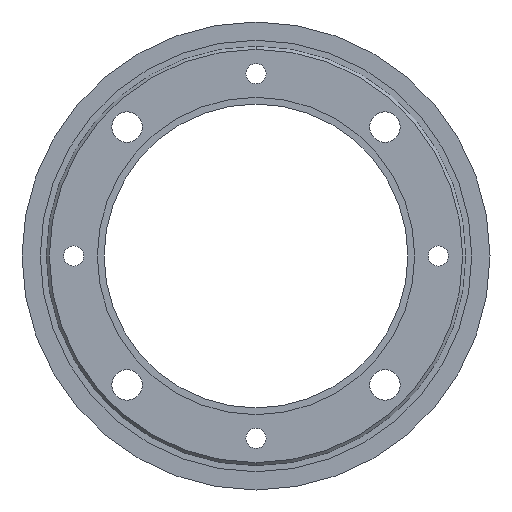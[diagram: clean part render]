
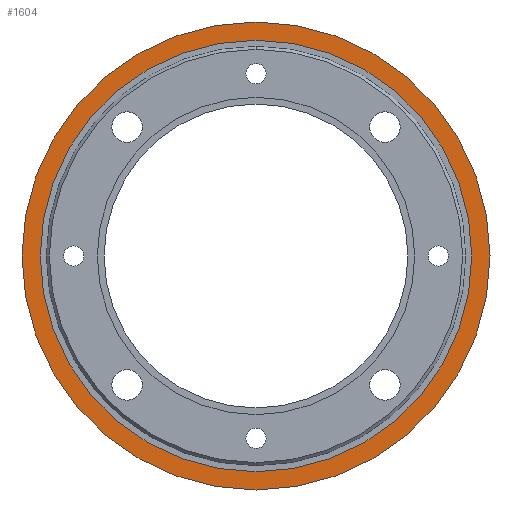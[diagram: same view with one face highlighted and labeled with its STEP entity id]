
A CAD part, front view. The second image highlights one B-rep face of the part: STEP entity #1604.
In plain terms, the highlighted planar face has unit normal (0, -1, 0).
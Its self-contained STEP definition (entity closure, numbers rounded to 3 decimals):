
#15 = PLANE ( 'NONE',  #1639 ) ;
#43 = DIRECTION ( 'NONE',  ( 0., 1., 0. ) ) ;
#59 = EDGE_CURVE ( 'NONE', #834, #238, #1455, .T. ) ;
#213 = ORIENTED_EDGE ( 'NONE', *, *, #59, .T. ) ;
#238 = VERTEX_POINT ( 'NONE', #1158 ) ;
#308 = VERTEX_POINT ( 'NONE', #310 ) ;
#310 = CARTESIAN_POINT ( 'NONE',  ( 0., 2.5, 38.5 ) ) ;
#362 = DIRECTION ( 'NONE',  ( 0., 0., 1. ) ) ;
#374 = CARTESIAN_POINT ( 'NONE',  ( 0., 2.5, 0. ) ) ;
#448 = DIRECTION ( 'NONE',  ( 0., 0., 1. ) ) ;
#505 = CARTESIAN_POINT ( 'NONE',  ( 0., 2.5, -35.5 ) ) ;
#549 = DIRECTION ( 'NONE',  ( 0., 0., 1. ) ) ;
#571 = CARTESIAN_POINT ( 'NONE',  ( 0., 2.5, 0. ) ) ;
#615 = CIRCLE ( 'NONE', #1193, 38.5 ) ;
#622 = EDGE_LOOP ( 'NONE', ( #1241, #1334 ) ) ;
#650 = CARTESIAN_POINT ( 'NONE',  ( 0., 2.5, -38.5 ) ) ;
#655 = CARTESIAN_POINT ( 'NONE',  ( 0., 2.5, 0. ) ) ;
#751 = AXIS2_PLACEMENT_3D ( 'NONE', #571, #1077, #448 ) ;
#752 = DIRECTION ( 'NONE',  ( 0., 1., 0. ) ) ;
#765 = EDGE_CURVE ( 'NONE', #238, #834, #956, .T. ) ;
#834 = VERTEX_POINT ( 'NONE', #505 ) ;
#869 = VERTEX_POINT ( 'NONE', #650 ) ;
#956 = CIRCLE ( 'NONE', #1309, 35.5 ) ;
#985 = CIRCLE ( 'NONE', #751, 38.5 ) ;
#1019 = ORIENTED_EDGE ( 'NONE', *, *, #765, .T. ) ;
#1056 = DIRECTION ( 'NONE',  ( 0., 1., 0. ) ) ;
#1077 = DIRECTION ( 'NONE',  ( 0., 1., 0. ) ) ;
#1134 = EDGE_LOOP ( 'NONE', ( #213, #1019 ) ) ;
#1158 = CARTESIAN_POINT ( 'NONE',  ( 0., 2.5, 35.5 ) ) ;
#1184 = CARTESIAN_POINT ( 'NONE',  ( 0., 2.5, 0. ) ) ;
#1193 = AXIS2_PLACEMENT_3D ( 'NONE', #655, #1056, #1437 ) ;
#1241 = ORIENTED_EDGE ( 'NONE', *, *, #1379, .F. ) ;
#1264 = CARTESIAN_POINT ( 'NONE',  ( 0., 2.5, 0. ) ) ;
#1294 = DIRECTION ( 'NONE',  ( 0., 0., 1. ) ) ;
#1309 = AXIS2_PLACEMENT_3D ( 'NONE', #374, #1524, #1294 ) ;
#1334 = ORIENTED_EDGE ( 'NONE', *, *, #1630, .F. ) ;
#1377 = AXIS2_PLACEMENT_3D ( 'NONE', #1264, #752, #362 ) ;
#1379 = EDGE_CURVE ( 'NONE', #869, #308, #985, .T. ) ;
#1437 = DIRECTION ( 'NONE',  ( 0., 0., 1. ) ) ;
#1455 = CIRCLE ( 'NONE', #1377, 35.5 ) ;
#1524 = DIRECTION ( 'NONE',  ( 0., 1., 0. ) ) ;
#1562 = FACE_OUTER_BOUND ( 'NONE', #622, .T. ) ;
#1586 = FACE_BOUND ( 'NONE', #1134, .T. ) ;
#1604 = ADVANCED_FACE ( 'NONE', ( #1586, #1562 ), #15, .F. ) ;
#1630 = EDGE_CURVE ( 'NONE', #308, #869, #615, .T. ) ;
#1639 = AXIS2_PLACEMENT_3D ( 'NONE', #1184, #43, #549 ) ;
